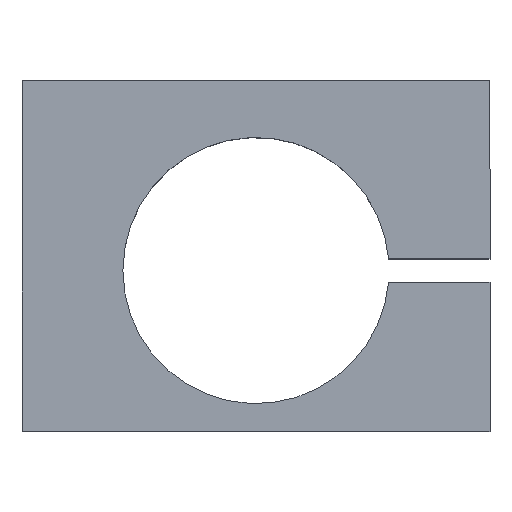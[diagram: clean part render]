
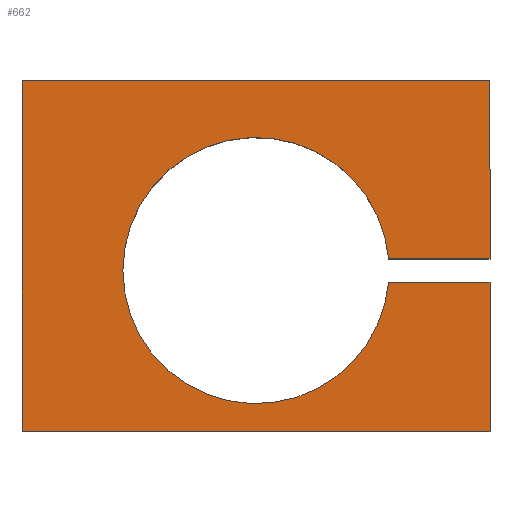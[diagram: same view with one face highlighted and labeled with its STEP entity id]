
A CAD part, top view. The second image highlights one B-rep face of the part: STEP entity #662.
In plain terms, the highlighted planar face has unit normal (0, 0, 1).
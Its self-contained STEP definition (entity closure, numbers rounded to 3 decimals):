
#5 = EDGE_CURVE ( 'NONE', #764, #141, #235, .T. ) ;
#41 = CARTESIAN_POINT ( 'NONE',  ( 22.662, -2., 20. ) ) ;
#48 = CARTESIAN_POINT ( 'NONE',  ( 22.662, -2., 20. ) ) ;
#53 = LINE ( 'NONE', #237, #691 ) ;
#57 = CARTESIAN_POINT ( 'NONE',  ( 0., 0., 20. ) ) ;
#85 = VECTOR ( 'NONE', #424, 1000. ) ;
#87 = CARTESIAN_POINT ( 'NONE',  ( 40., -27.5, 20. ) ) ;
#88 = CARTESIAN_POINT ( 'NONE',  ( 40., -2., 20. ) ) ;
#95 = ORIENTED_EDGE ( 'NONE', *, *, #391, .T. ) ;
#97 = VERTEX_POINT ( 'NONE', #573 ) ;
#104 = CARTESIAN_POINT ( 'NONE',  ( -40., 32.5, 20. ) ) ;
#109 = CARTESIAN_POINT ( 'NONE',  ( 0., 0., 20. ) ) ;
#112 = DIRECTION ( 'NONE',  ( 1., 0., 0. ) ) ;
#124 = VECTOR ( 'NONE', #347, 1000. ) ;
#129 = DIRECTION ( 'NONE',  ( 0., 0., -1. ) ) ;
#141 = VERTEX_POINT ( 'NONE', #702 ) ;
#163 = VERTEX_POINT ( 'NONE', #87 ) ;
#170 = DIRECTION ( 'NONE',  ( 0., 0., 1. ) ) ;
#176 = EDGE_CURVE ( 'NONE', #163, #694, #633, .T. ) ;
#182 = ORIENTED_EDGE ( 'NONE', *, *, #631, .T. ) ;
#190 = VECTOR ( 'NONE', #306, 1000. ) ;
#195 = CARTESIAN_POINT ( 'NONE',  ( 0., 0., 20. ) ) ;
#201 = FACE_OUTER_BOUND ( 'NONE', #523, .T. ) ;
#220 = DIRECTION ( 'NONE',  ( -1., 0., 0. ) ) ;
#235 = CIRCLE ( 'NONE', #770, 22.75 ) ;
#237 = CARTESIAN_POINT ( 'NONE',  ( 22.662, 2., 20. ) ) ;
#238 = CARTESIAN_POINT ( 'NONE',  ( 40., -2., 20. ) ) ;
#242 = CARTESIAN_POINT ( 'NONE',  ( -40., 32.5, 20. ) ) ;
#281 = CIRCLE ( 'NONE', #505, 22.75 ) ;
#306 = DIRECTION ( 'NONE',  ( 0., 1., 0. ) ) ;
#307 = EDGE_CURVE ( 'NONE', #609, #97, #574, .T. ) ;
#316 = AXIS2_PLACEMENT_3D ( 'NONE', #109, #170, #602 ) ;
#342 = CARTESIAN_POINT ( 'NONE',  ( -40., 32.5, 20. ) ) ;
#347 = DIRECTION ( 'NONE',  ( -1., 0., 0. ) ) ;
#365 = VECTOR ( 'NONE', #536, 1000. ) ;
#368 = ORIENTED_EDGE ( 'NONE', *, *, #5, .T. ) ;
#379 = DIRECTION ( 'NONE',  ( 1., 0., 0. ) ) ;
#391 = EDGE_CURVE ( 'NONE', #705, #530, #533, .T. ) ;
#412 = ORIENTED_EDGE ( 'NONE', *, *, #601, .T. ) ;
#420 = DIRECTION ( 'NONE',  ( 1., 0., 0. ) ) ;
#424 = DIRECTION ( 'NONE',  ( 0., -1., 0. ) ) ;
#426 = CARTESIAN_POINT ( 'NONE',  ( 40., 32.5, 20. ) ) ;
#446 = ORIENTED_EDGE ( 'NONE', *, *, #176, .T. ) ;
#451 = DIRECTION ( 'NONE',  ( 0., 1., 0. ) ) ;
#452 = LINE ( 'NONE', #342, #622 ) ;
#469 = ORIENTED_EDGE ( 'NONE', *, *, #646, .T. ) ;
#476 = EDGE_CURVE ( 'NONE', #141, #737, #281, .T. ) ;
#477 = CARTESIAN_POINT ( 'NONE',  ( -40., -27.5, 20. ) ) ;
#484 = DIRECTION ( 'NONE',  ( 0., 0., -1. ) ) ;
#495 = EDGE_CURVE ( 'NONE', #737, #705, #53, .T. ) ;
#505 = AXIS2_PLACEMENT_3D ( 'NONE', #57, #484, #112 ) ;
#523 = EDGE_LOOP ( 'NONE', ( #692, #469, #446, #182, #368, #673, #748, #95, #412 ) ) ;
#525 = CARTESIAN_POINT ( 'NONE',  ( 22.662, 2., 20. ) ) ;
#528 = LINE ( 'NONE', #477, #365 ) ;
#530 = VERTEX_POINT ( 'NONE', #426 ) ;
#533 = LINE ( 'NONE', #687, #190 ) ;
#536 = DIRECTION ( 'NONE',  ( 1., 0., 0. ) ) ;
#542 = PLANE ( 'NONE',  #316 ) ;
#573 = CARTESIAN_POINT ( 'NONE',  ( -40., -27.5, 20. ) ) ;
#574 = LINE ( 'NONE', #242, #85 ) ;
#595 = LINE ( 'NONE', #48, #124 ) ;
#601 = EDGE_CURVE ( 'NONE', #530, #609, #452, .T. ) ;
#602 = DIRECTION ( 'NONE',  ( 1., 0., 0. ) ) ;
#606 = CARTESIAN_POINT ( 'NONE',  ( 40., 2., 20. ) ) ;
#609 = VERTEX_POINT ( 'NONE', #104 ) ;
#622 = VECTOR ( 'NONE', #220, 1000. ) ;
#631 = EDGE_CURVE ( 'NONE', #694, #764, #595, .T. ) ;
#633 = LINE ( 'NONE', #88, #651 ) ;
#646 = EDGE_CURVE ( 'NONE', #97, #163, #528, .T. ) ;
#651 = VECTOR ( 'NONE', #451, 1000. ) ;
#662 = ADVANCED_FACE ( 'NONE', ( #201 ), #542, .T. ) ;
#673 = ORIENTED_EDGE ( 'NONE', *, *, #476, .T. ) ;
#687 = CARTESIAN_POINT ( 'NONE',  ( 40., 32.5, 20. ) ) ;
#691 = VECTOR ( 'NONE', #420, 1000. ) ;
#692 = ORIENTED_EDGE ( 'NONE', *, *, #307, .T. ) ;
#694 = VERTEX_POINT ( 'NONE', #238 ) ;
#702 = CARTESIAN_POINT ( 'NONE',  ( -22.75, 0., 20. ) ) ;
#705 = VERTEX_POINT ( 'NONE', #606 ) ;
#737 = VERTEX_POINT ( 'NONE', #525 ) ;
#748 = ORIENTED_EDGE ( 'NONE', *, *, #495, .T. ) ;
#764 = VERTEX_POINT ( 'NONE', #41 ) ;
#770 = AXIS2_PLACEMENT_3D ( 'NONE', #195, #129, #379 ) ;
